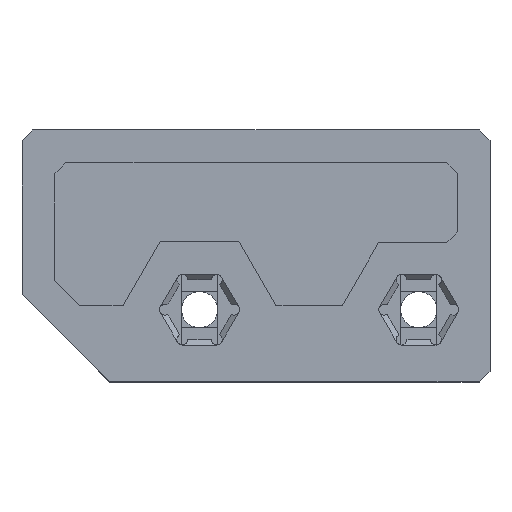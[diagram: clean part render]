
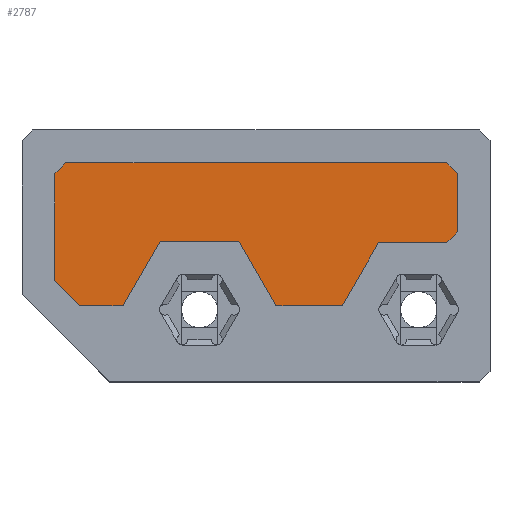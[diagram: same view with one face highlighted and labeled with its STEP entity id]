
A CAD part, top view. The second image highlights one B-rep face of the part: STEP entity #2787.
In plain terms, the highlighted planar face has unit normal (0, 0, 1).
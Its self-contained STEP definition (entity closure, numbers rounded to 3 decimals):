
#192=FACE_OUTER_BOUND('',#349,.T.);
#349=EDGE_LOOP('',(#2086,#2087,#2088,#2089,#2090,#2091,#2092,#2093,#2094,
#2095,#2096,#2097,#2098,#2099));
#560=LINE('',#4250,#887);
#564=LINE('',#4257,#891);
#567=LINE('',#4263,#894);
#570=LINE('',#4269,#897);
#573=LINE('',#4275,#900);
#576=LINE('',#4281,#903);
#579=LINE('',#4287,#906);
#582=LINE('',#4293,#909);
#585=LINE('',#4299,#912);
#588=LINE('',#4305,#915);
#591=LINE('',#4311,#918);
#594=LINE('',#4317,#921);
#597=LINE('',#4323,#924);
#599=LINE('',#4326,#926);
#887=VECTOR('',#3305,10.);
#891=VECTOR('',#3311,10.);
#894=VECTOR('',#3316,10.);
#897=VECTOR('',#3321,10.);
#900=VECTOR('',#3326,10.);
#903=VECTOR('',#3331,10.);
#906=VECTOR('',#3336,10.);
#909=VECTOR('',#3341,10.);
#912=VECTOR('',#3346,10.);
#915=VECTOR('',#3351,10.);
#918=VECTOR('',#3356,10.);
#921=VECTOR('',#3361,10.);
#924=VECTOR('',#3366,10.);
#926=VECTOR('',#3370,10.);
#1192=VERTEX_POINT('',#4247);
#1193=VERTEX_POINT('',#4249);
#1195=VERTEX_POINT('',#4255);
#1197=VERTEX_POINT('',#4261);
#1199=VERTEX_POINT('',#4267);
#1201=VERTEX_POINT('',#4273);
#1203=VERTEX_POINT('',#4279);
#1205=VERTEX_POINT('',#4285);
#1207=VERTEX_POINT('',#4291);
#1209=VERTEX_POINT('',#4297);
#1211=VERTEX_POINT('',#4303);
#1213=VERTEX_POINT('',#4309);
#1215=VERTEX_POINT('',#4315);
#1217=VERTEX_POINT('',#4321);
#1501=EDGE_CURVE('',#1192,#1193,#560,.T.);
#1505=EDGE_CURVE('',#1195,#1192,#564,.T.);
#1508=EDGE_CURVE('',#1197,#1195,#567,.T.);
#1511=EDGE_CURVE('',#1199,#1197,#570,.T.);
#1514=EDGE_CURVE('',#1201,#1199,#573,.T.);
#1517=EDGE_CURVE('',#1203,#1201,#576,.T.);
#1520=EDGE_CURVE('',#1205,#1203,#579,.T.);
#1523=EDGE_CURVE('',#1207,#1205,#582,.T.);
#1526=EDGE_CURVE('',#1209,#1207,#585,.T.);
#1529=EDGE_CURVE('',#1211,#1209,#588,.T.);
#1532=EDGE_CURVE('',#1213,#1211,#591,.T.);
#1535=EDGE_CURVE('',#1215,#1213,#594,.T.);
#1538=EDGE_CURVE('',#1217,#1215,#597,.T.);
#1540=EDGE_CURVE('',#1193,#1217,#599,.T.);
#2086=ORIENTED_EDGE('',*,*,#1540,.F.);
#2087=ORIENTED_EDGE('',*,*,#1501,.F.);
#2088=ORIENTED_EDGE('',*,*,#1505,.F.);
#2089=ORIENTED_EDGE('',*,*,#1508,.F.);
#2090=ORIENTED_EDGE('',*,*,#1511,.F.);
#2091=ORIENTED_EDGE('',*,*,#1514,.F.);
#2092=ORIENTED_EDGE('',*,*,#1517,.F.);
#2093=ORIENTED_EDGE('',*,*,#1520,.F.);
#2094=ORIENTED_EDGE('',*,*,#1523,.F.);
#2095=ORIENTED_EDGE('',*,*,#1526,.F.);
#2096=ORIENTED_EDGE('',*,*,#1529,.F.);
#2097=ORIENTED_EDGE('',*,*,#1532,.F.);
#2098=ORIENTED_EDGE('',*,*,#1535,.F.);
#2099=ORIENTED_EDGE('',*,*,#1538,.F.);
#2650=PLANE('',#2953);
#2787=ADVANCED_FACE('',(#192),#2650,.F.);
#2953=AXIS2_PLACEMENT_3D('',#4327,#3371,#3372);
#3305=DIRECTION('',(-0.5,0.866,0.));
#3311=DIRECTION('',(-1.,0.,0.));
#3316=DIRECTION('',(-0.5,-0.866,0.));
#3321=DIRECTION('',(-1.,0.,0.));
#3326=DIRECTION('',(-0.707,-0.707,0.));
#3331=DIRECTION('',(0.,-1.,0.));
#3336=DIRECTION('',(0.707,-0.707,0.));
#3341=DIRECTION('',(1.,0.,0.));
#3346=DIRECTION('',(0.707,0.707,0.));
#3351=DIRECTION('',(0.,1.,0.));
#3356=DIRECTION('',(-0.707,0.707,0.));
#3361=DIRECTION('',(-1.,0.,0.));
#3366=DIRECTION('',(-0.5,-0.866,0.));
#3370=DIRECTION('',(-1.,0.,0.));
#3371=DIRECTION('center_axis',(0.,0.,-1.));
#3372=DIRECTION('ref_axis',(-1.,0.,0.));
#4247=CARTESIAN_POINT('',(-35.828,-6.125,4.7));
#4249=CARTESIAN_POINT('',(-39.206,-0.275,4.7));
#4250=CARTESIAN_POINT('',(-39.206,-0.275,4.7));
#4255=CARTESIAN_POINT('',(-29.772,-6.125,4.7));
#4257=CARTESIAN_POINT('',(-35.828,-6.125,4.7));
#4261=CARTESIAN_POINT('',(-26.466,-0.4,4.7));
#4263=CARTESIAN_POINT('',(-29.772,-6.125,4.7));
#4267=CARTESIAN_POINT('',(-20.247,-0.4,4.7));
#4269=CARTESIAN_POINT('',(-26.466,-0.4,4.7));
#4273=CARTESIAN_POINT('',(-19.247,0.6,4.7));
#4275=CARTESIAN_POINT('',(-20.247,-0.4,4.7));
#4279=CARTESIAN_POINT('',(-19.247,5.9,4.7));
#4281=CARTESIAN_POINT('',(-19.247,0.6,4.7));
#4285=CARTESIAN_POINT('',(-20.247,6.9,4.7));
#4287=CARTESIAN_POINT('',(-19.247,5.9,4.7));
#4291=CARTESIAN_POINT('',(-55.,6.9,4.7));
#4293=CARTESIAN_POINT('',(-20.247,6.9,4.7));
#4297=CARTESIAN_POINT('',(-56.,5.9,4.7));
#4299=CARTESIAN_POINT('',(-55.,6.9,4.7));
#4303=CARTESIAN_POINT('',(-56.,-3.857,4.7));
#4305=CARTESIAN_POINT('',(-56.,5.9,4.7));
#4309=CARTESIAN_POINT('',(-53.711,-6.146,4.7));
#4311=CARTESIAN_POINT('',(-56.,-3.857,4.7));
#4315=CARTESIAN_POINT('',(-49.784,-6.146,4.7));
#4317=CARTESIAN_POINT('',(-53.711,-6.146,4.7));
#4321=CARTESIAN_POINT('',(-46.394,-0.275,4.7));
#4323=CARTESIAN_POINT('',(-49.784,-6.146,4.7));
#4326=CARTESIAN_POINT('',(-46.394,-0.275,4.7));
#4327=CARTESIAN_POINT('Origin',(-37.624,0.377,4.7));
